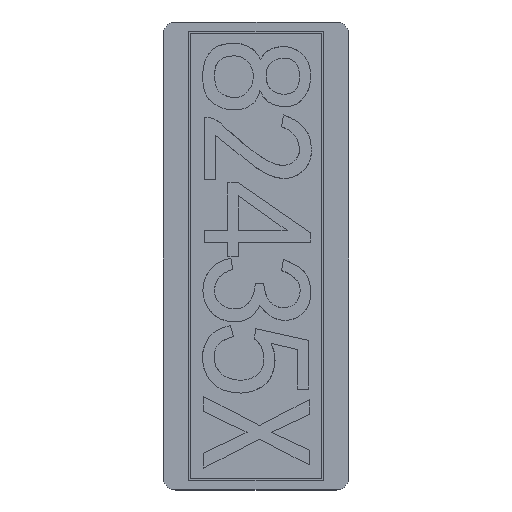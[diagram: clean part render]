
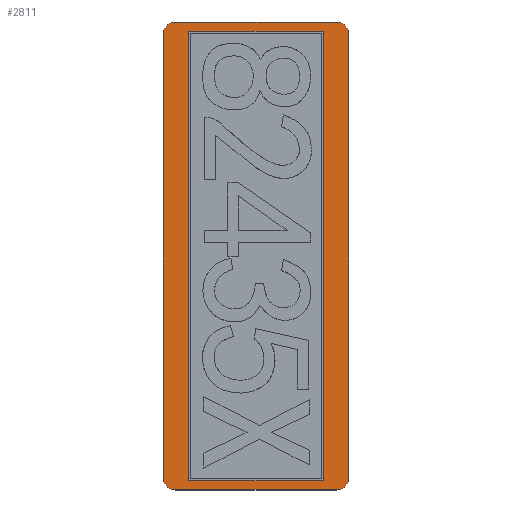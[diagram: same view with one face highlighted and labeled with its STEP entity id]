
A CAD part, top view. The second image highlights one B-rep face of the part: STEP entity #2811.
In plain terms, the highlighted planar face has unit normal (0, 0, 1).
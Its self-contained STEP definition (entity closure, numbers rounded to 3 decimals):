
#38 = LINE ( 'NONE', #332, #596 ) ;
#164 = EDGE_CURVE ( 'NONE', #3916, #1955, #4341, .T. ) ;
#218 = CARTESIAN_POINT ( 'NONE',  ( -17.78, -51.071, 3.86 ) ) ;
#332 = CARTESIAN_POINT ( 'NONE',  ( 17.22, -49.38, 3.86 ) ) ;
#352 = FACE_OUTER_BOUND ( 'NONE', #3398, .T. ) ;
#428 = DIRECTION ( 'NONE',  ( 1., 0., 0. ) ) ;
#441 = AXIS2_PLACEMENT_3D ( 'NONE', #805, #2831, #2097 ) ;
#488 = ORIENTED_EDGE ( 'NONE', *, *, #164, .T. ) ;
#498 = EDGE_CURVE ( 'NONE', #4743, #3927, #3468, .T. ) ;
#596 = VECTOR ( 'NONE', #3106, 1000. ) ;
#697 = CIRCLE ( 'NONE', #441, 3. ) ;
#738 = DIRECTION ( 'NONE',  ( 0., -1., 0. ) ) ;
#804 = DIRECTION ( 'NONE',  ( 0., -1., 0. ) ) ;
#805 = CARTESIAN_POINT ( 'NONE',  ( 20.22, 53.911, 3.86 ) ) ;
#810 = ORIENTED_EDGE ( 'NONE', *, *, #3346, .T. ) ;
#1001 = EDGE_CURVE ( 'NONE', #1967, #3249, #2036, .T. ) ;
#1032 = CARTESIAN_POINT ( 'NONE',  ( -14.78, 54.67, 3.86 ) ) ;
#1062 = ORIENTED_EDGE ( 'NONE', *, *, #4847, .F. ) ;
#1122 = CARTESIAN_POINT ( 'NONE',  ( -20.78, 56.911, 3.86 ) ) ;
#1187 = CARTESIAN_POINT ( 'NONE',  ( 17.22, -51.83, 3.86 ) ) ;
#1207 = VERTEX_POINT ( 'NONE', #2228 ) ;
#1219 = AXIS2_PLACEMENT_3D ( 'NONE', #1234, #1646, #4355 ) ;
#1234 = CARTESIAN_POINT ( 'NONE',  ( -17.78, 53.911, 3.86 ) ) ;
#1262 = AXIS2_PLACEMENT_3D ( 'NONE', #218, #1698, #4020 ) ;
#1405 = DIRECTION ( 'NONE',  ( 0., 0., 1. ) ) ;
#1442 = EDGE_CURVE ( 'NONE', #3927, #3916, #2401, .T. ) ;
#1473 = LINE ( 'NONE', #3821, #2914 ) ;
#1491 = CARTESIAN_POINT ( 'NONE',  ( -17.78, -54.071, 3.86 ) ) ;
#1515 = CARTESIAN_POINT ( 'NONE',  ( -14.78, -49.38, 3.86 ) ) ;
#1646 = DIRECTION ( 'NONE',  ( 0., 0., 1. ) ) ;
#1676 = EDGE_LOOP ( 'NONE', ( #1847, #3551, #4481, #1062 ) ) ;
#1698 = DIRECTION ( 'NONE',  ( 0., 0., 1. ) ) ;
#1784 = VERTEX_POINT ( 'NONE', #4246 ) ;
#1838 = DIRECTION ( 'NONE',  ( -1., 0., 0. ) ) ;
#1847 = ORIENTED_EDGE ( 'NONE', *, *, #4487, .F. ) ;
#1955 = VERTEX_POINT ( 'NONE', #1958 ) ;
#1958 = CARTESIAN_POINT ( 'NONE',  ( 20.22, -54.071, 3.86 ) ) ;
#1967 = VERTEX_POINT ( 'NONE', #4285 ) ;
#2034 = VERTEX_POINT ( 'NONE', #1032 ) ;
#2036 = LINE ( 'NONE', #3589, #4953 ) ;
#2088 = VERTEX_POINT ( 'NONE', #4774 ) ;
#2097 = DIRECTION ( 'NONE',  ( -1., 0., 0. ) ) ;
#2228 = CARTESIAN_POINT ( 'NONE',  ( 20.22, 56.911, 3.86 ) ) ;
#2249 = CARTESIAN_POINT ( 'NONE',  ( -20.78, 53.911, 3.86 ) ) ;
#2257 = LINE ( 'NONE', #4199, #3239 ) ;
#2321 = PLANE ( 'NONE',  #4701 ) ;
#2362 = ORIENTED_EDGE ( 'NONE', *, *, #1001, .T. ) ;
#2401 = CIRCLE ( 'NONE', #1262, 3. ) ;
#2440 = EDGE_CURVE ( 'NONE', #2088, #2034, #3073, .T. ) ;
#2459 = EDGE_CURVE ( 'NONE', #2034, #2463, #3408, .T. ) ;
#2463 = VERTEX_POINT ( 'NONE', #4584 ) ;
#2471 = ORIENTED_EDGE ( 'NONE', *, *, #2901, .T. ) ;
#2541 = CIRCLE ( 'NONE', #1219, 3. ) ;
#2645 = ORIENTED_EDGE ( 'NONE', *, *, #498, .T. ) ;
#2774 = DIRECTION ( 'NONE',  ( 0., 0., -1. ) ) ;
#2811 = ADVANCED_FACE ( 'NONE', ( #3919, #352 ), #2321, .F. ) ;
#2831 = DIRECTION ( 'NONE',  ( 0., 0., 1. ) ) ;
#2901 = EDGE_CURVE ( 'NONE', #1207, #1784, #1473, .T. ) ;
#2914 = VECTOR ( 'NONE', #3436, 1000. ) ;
#3000 = CARTESIAN_POINT ( 'NONE',  ( -24.18, 54.67, 3.86 ) ) ;
#3073 = LINE ( 'NONE', #3000, #3545 ) ;
#3106 = DIRECTION ( 'NONE',  ( 0., 1., 0. ) ) ;
#3136 = ORIENTED_EDGE ( 'NONE', *, *, #3641, .T. ) ;
#3239 = VECTOR ( 'NONE', #428, 1000. ) ;
#3249 = VERTEX_POINT ( 'NONE', #3757 ) ;
#3284 = VECTOR ( 'NONE', #738, 1000. ) ;
#3346 = EDGE_CURVE ( 'NONE', #3249, #1207, #697, .T. ) ;
#3389 = CARTESIAN_POINT ( 'NONE',  ( 20.22, -51.071, 3.86 ) ) ;
#3398 = EDGE_LOOP ( 'NONE', ( #2362, #810, #2471, #3136, #2645, #3860, #488, #4072 ) ) ;
#3408 = LINE ( 'NONE', #1515, #3964 ) ;
#3436 = DIRECTION ( 'NONE',  ( -1., 0., 0. ) ) ;
#3468 = LINE ( 'NONE', #1122, #3284 ) ;
#3510 = CARTESIAN_POINT ( 'NONE',  ( -24.18, -49.38, 3.86 ) ) ;
#3545 = VECTOR ( 'NONE', #5016, 1000. ) ;
#3551 = ORIENTED_EDGE ( 'NONE', *, *, #2459, .F. ) ;
#3589 = CARTESIAN_POINT ( 'NONE',  ( 23.22, 56.911, 3.86 ) ) ;
#3641 = EDGE_CURVE ( 'NONE', #1784, #4743, #2541, .T. ) ;
#3664 = VECTOR ( 'NONE', #4698, 1000. ) ;
#3757 = CARTESIAN_POINT ( 'NONE',  ( 23.22, 53.911, 3.86 ) ) ;
#3821 = CARTESIAN_POINT ( 'NONE',  ( -20.78, 56.911, 3.86 ) ) ;
#3860 = ORIENTED_EDGE ( 'NONE', *, *, #1442, .T. ) ;
#3916 = VERTEX_POINT ( 'NONE', #1491 ) ;
#3919 = FACE_BOUND ( 'NONE', #1676, .T. ) ;
#3927 = VERTEX_POINT ( 'NONE', #4155 ) ;
#3964 = VECTOR ( 'NONE', #4638, 1000. ) ;
#4020 = DIRECTION ( 'NONE',  ( -1., 0., 0. ) ) ;
#4072 = ORIENTED_EDGE ( 'NONE', *, *, #4268, .T. ) ;
#4155 = CARTESIAN_POINT ( 'NONE',  ( -20.78, -51.071, 3.86 ) ) ;
#4199 = CARTESIAN_POINT ( 'NONE',  ( -24.18, -51.83, 3.86 ) ) ;
#4242 = CARTESIAN_POINT ( 'NONE',  ( -20.78, -54.071, 3.86 ) ) ;
#4246 = CARTESIAN_POINT ( 'NONE',  ( -17.78, 56.911, 3.86 ) ) ;
#4268 = EDGE_CURVE ( 'NONE', #1955, #1967, #4378, .T. ) ;
#4285 = CARTESIAN_POINT ( 'NONE',  ( 23.22, -51.071, 3.86 ) ) ;
#4341 = LINE ( 'NONE', #4242, #3664 ) ;
#4355 = DIRECTION ( 'NONE',  ( -1., 0., 0. ) ) ;
#4378 = CIRCLE ( 'NONE', #4790, 3. ) ;
#4386 = DIRECTION ( 'NONE',  ( 0., 1., 0. ) ) ;
#4481 = ORIENTED_EDGE ( 'NONE', *, *, #2440, .F. ) ;
#4487 = EDGE_CURVE ( 'NONE', #2463, #4785, #2257, .T. ) ;
#4584 = CARTESIAN_POINT ( 'NONE',  ( -14.78, -51.83, 3.86 ) ) ;
#4638 = DIRECTION ( 'NONE',  ( 0., -1., 0. ) ) ;
#4698 = DIRECTION ( 'NONE',  ( 1., 0., 0. ) ) ;
#4701 = AXIS2_PLACEMENT_3D ( 'NONE', #3510, #2774, #804 ) ;
#4743 = VERTEX_POINT ( 'NONE', #2249 ) ;
#4774 = CARTESIAN_POINT ( 'NONE',  ( 17.22, 54.67, 3.86 ) ) ;
#4785 = VERTEX_POINT ( 'NONE', #1187 ) ;
#4790 = AXIS2_PLACEMENT_3D ( 'NONE', #3389, #1405, #1838 ) ;
#4847 = EDGE_CURVE ( 'NONE', #4785, #2088, #38, .T. ) ;
#4953 = VECTOR ( 'NONE', #4386, 1000. ) ;
#5016 = DIRECTION ( 'NONE',  ( -1., 0., 0. ) ) ;
